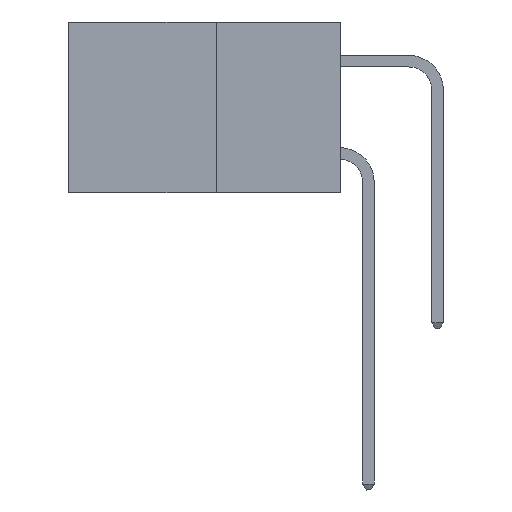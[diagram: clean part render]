
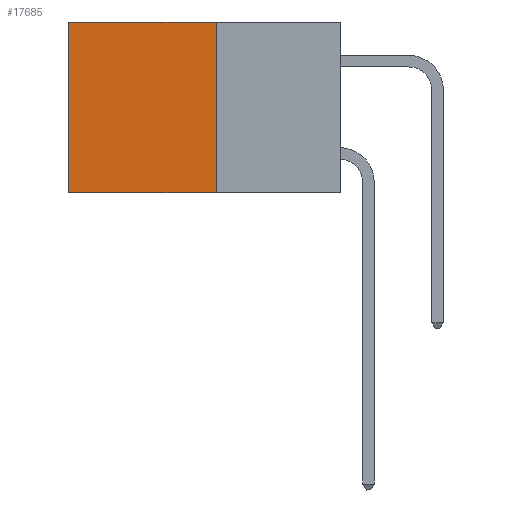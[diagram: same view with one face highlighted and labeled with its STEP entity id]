
A CAD part, left-side view. The second image highlights one B-rep face of the part: STEP entity #17685.
In plain terms, the highlighted planar face has unit normal (-1, 0, 0).
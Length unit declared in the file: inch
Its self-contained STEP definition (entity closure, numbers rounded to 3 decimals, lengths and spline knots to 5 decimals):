
#180 = DIRECTION ( 'NONE',  ( 0., 0., -1. ) ) ;
#230 = VERTEX_POINT ( 'NONE', #1599 ) ;
#1133 = EDGE_CURVE ( 'NONE', #1185, #230, #11367, .T. ) ;
#1185 = VERTEX_POINT ( 'NONE', #26663 ) ;
#1434 = ORIENTED_EDGE ( 'NONE', *, *, #1133, .F. ) ;
#1453 = ORIENTED_EDGE ( 'NONE', *, *, #1929, .T. ) ;
#1599 = CARTESIAN_POINT ( 'NONE',  ( 0.277, 0.27, -0.37 ) ) ;
#1929 = EDGE_CURVE ( 'NONE', #1185, #22533, #24888, .T. ) ;
#2032 = CARTESIAN_POINT ( 'NONE',  ( 0.277, 0.27, -0.37 ) ) ;
#2247 = CARTESIAN_POINT ( 'NONE',  ( 0.277, 0.59, -0.37 ) ) ;
#3371 = FACE_OUTER_BOUND ( 'NONE', #7765, .T. ) ;
#4125 = DIRECTION ( 'NONE',  ( 0., 0., -1. ) ) ;
#4595 = VECTOR ( 'NONE', #180, 39.37008 ) ;
#5044 = DIRECTION ( 'NONE',  ( 0., 1., 0. ) ) ;
#5333 = CARTESIAN_POINT ( 'NONE',  ( 0.277, 0.27, -0.37 ) ) ;
#7224 = EDGE_CURVE ( 'NONE', #230, #8049, #21853, .T. ) ;
#7765 = EDGE_LOOP ( 'NONE', ( #11929, #25587, #1434, #1453 ) ) ;
#8049 = VERTEX_POINT ( 'NONE', #19196 ) ;
#10797 = LINE ( 'NONE', #2247, #4595 ) ;
#10996 = DIRECTION ( 'NONE',  ( 0., 0., -1. ) ) ;
#11367 = LINE ( 'NONE', #24086, #18893 ) ;
#11929 = ORIENTED_EDGE ( 'NONE', *, *, #12919, .T. ) ;
#12919 = EDGE_CURVE ( 'NONE', #22533, #8049, #10797, .T. ) ;
#13339 = DIRECTION ( 'NONE',  ( 0., 1., 0. ) ) ;
#16634 = DIRECTION ( 'NONE',  ( 1., 0., 0. ) ) ;
#16979 = VECTOR ( 'NONE', #5044, 39.37008 ) ;
#17540 = CARTESIAN_POINT ( 'NONE',  ( 0.277, 0.59, 0. ) ) ;
#17685 = ADVANCED_FACE ( 'NONE', ( #3371 ), #24799, .F. ) ;
#18893 = VECTOR ( 'NONE', #10996, 39.37008 ) ;
#19196 = CARTESIAN_POINT ( 'NONE',  ( 0.277, 0.59, -0.37 ) ) ;
#19507 = VECTOR ( 'NONE', #13339, 39.37008 ) ;
#21853 = LINE ( 'NONE', #5333, #16979 ) ;
#22533 = VERTEX_POINT ( 'NONE', #17540 ) ;
#23794 = AXIS2_PLACEMENT_3D ( 'NONE', #2032, #16634, #4125 ) ;
#24086 = CARTESIAN_POINT ( 'NONE',  ( 0.277, 0.27, -0.37 ) ) ;
#24664 = CARTESIAN_POINT ( 'NONE',  ( 0.277, 0.27, 0. ) ) ;
#24799 = PLANE ( 'NONE',  #23794 ) ;
#24888 = LINE ( 'NONE', #24664, #19507 ) ;
#25587 = ORIENTED_EDGE ( 'NONE', *, *, #7224, .F. ) ;
#26663 = CARTESIAN_POINT ( 'NONE',  ( 0.277, 0.27, 0. ) ) ;
